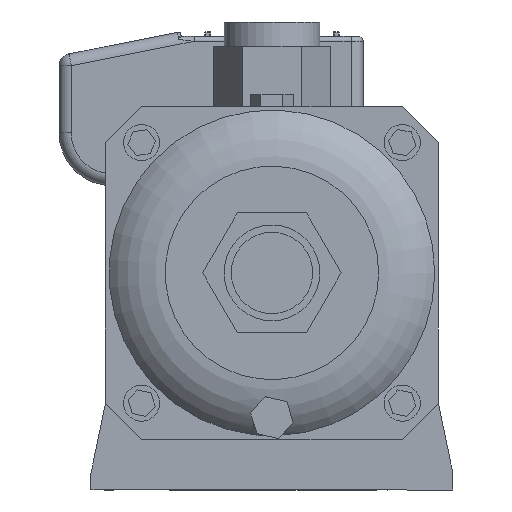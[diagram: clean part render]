
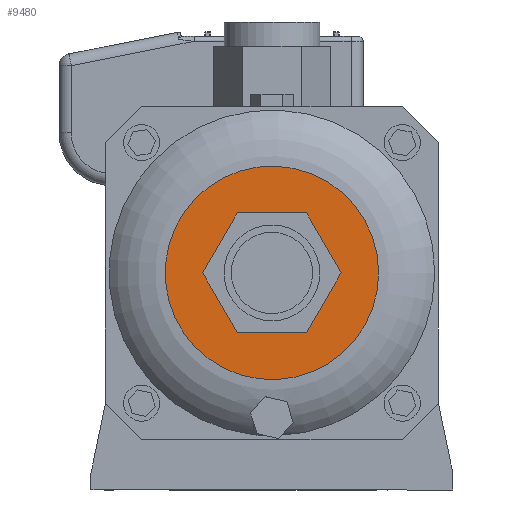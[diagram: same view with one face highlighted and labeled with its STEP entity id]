
A CAD part, left-side view. The second image highlights one B-rep face of the part: STEP entity #9480.
In plain terms, the highlighted planar face has unit normal (-1, 0, 0).
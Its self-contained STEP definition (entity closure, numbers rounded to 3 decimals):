
#202=FACE_BOUND($,#1515,.T.);
#475=PLANE($,#10297);
#927=FACE_OUTER_BOUND($,#1514,.T.);
#1514=EDGE_LOOP($,(#8130));
#1515=EDGE_LOOP($,(#8131,#8132,#8133,#8134,#8135,#8136));
#2005=CIRCLE($,#10289,44.234);
#2776=LINE($,#15896,#3680);
#2777=LINE($,#15898,#3681);
#2778=LINE($,#15900,#3682);
#2779=LINE($,#15902,#3683);
#2780=LINE($,#15904,#3684);
#2781=LINE($,#15905,#3685);
#3680=VECTOR($,#12472,28.694);
#3681=VECTOR($,#12473,28.694);
#3682=VECTOR($,#12474,28.694);
#3683=VECTOR($,#12475,28.694);
#3684=VECTOR($,#12476,28.694);
#3685=VECTOR($,#12477,28.694);
#4580=VERTEX_POINT($,#15854);
#4593=VERTEX_POINT($,#15894);
#4594=VERTEX_POINT($,#15895);
#4595=VERTEX_POINT($,#15897);
#4596=VERTEX_POINT($,#15899);
#4597=VERTEX_POINT($,#15901);
#4598=VERTEX_POINT($,#15903);
#5787=EDGE_CURVE($,#4580,#4580,#2005,.T.);
#5806=EDGE_CURVE($,#4593,#4594,#2776,.T.);
#5807=EDGE_CURVE($,#4595,#4593,#2777,.T.);
#5808=EDGE_CURVE($,#4596,#4595,#2778,.T.);
#5809=EDGE_CURVE($,#4597,#4596,#2779,.T.);
#5810=EDGE_CURVE($,#4598,#4597,#2780,.T.);
#5811=EDGE_CURVE($,#4594,#4598,#2781,.T.);
#8130=ORIENTED_EDGE($,*,*,#5787,.F.);
#8131=ORIENTED_EDGE($,*,*,#5806,.F.);
#8132=ORIENTED_EDGE($,*,*,#5807,.F.);
#8133=ORIENTED_EDGE($,*,*,#5808,.F.);
#8134=ORIENTED_EDGE($,*,*,#5809,.F.);
#8135=ORIENTED_EDGE($,*,*,#5810,.F.);
#8136=ORIENTED_EDGE($,*,*,#5811,.F.);
#9480=ADVANCED_FACE($,(#927,#202),#475,.T.);
#10289=AXIS2_PLACEMENT_3D($,#15855,#12436,#12437);
#10297=AXIS2_PLACEMENT_3D($,#15893,#12470,#12471);
#12436=DIRECTION('center_axis',(1.,0.,0.));
#12437=DIRECTION('ref_axis',(0.,1.,0.));
#12470=DIRECTION('center_axis',(-1.,0.,0.));
#12471=DIRECTION('ref_axis',(0.,-1.,0.));
#12472=DIRECTION($,(0.,0.5,-0.866));
#12473=DIRECTION($,(0.,1.,0.));
#12474=DIRECTION($,(0.,0.5,0.866));
#12475=DIRECTION($,(0.,-0.5,0.866));
#12476=DIRECTION($,(0.,-1.,0.));
#12477=DIRECTION($,(0.,-0.5,-0.866));
#15854=CARTESIAN_POINT('',(-98.32,-44.234,90.));
#15855=CARTESIAN_POINT('Origin',(-98.32,0.,90.));
#15893=CARTESIAN_POINT('Origin',(-98.32,0.,90.));
#15894=CARTESIAN_POINT('',(-98.32,14.347,114.85));
#15895=CARTESIAN_POINT('',(-98.32,28.694,90.));
#15896=CARTESIAN_POINT($,(-98.32,14.347,114.85));
#15897=CARTESIAN_POINT('',(-98.32,-14.347,114.85));
#15898=CARTESIAN_POINT($,(-98.32,-14.347,114.85));
#15899=CARTESIAN_POINT('',(-98.32,-28.694,90.));
#15900=CARTESIAN_POINT($,(-98.32,-28.694,90.));
#15901=CARTESIAN_POINT('',(-98.32,-14.347,65.15));
#15902=CARTESIAN_POINT($,(-98.32,-14.347,65.15));
#15903=CARTESIAN_POINT('',(-98.32,14.347,65.15));
#15904=CARTESIAN_POINT($,(-98.32,14.347,65.15));
#15905=CARTESIAN_POINT($,(-98.32,28.694,90.));
